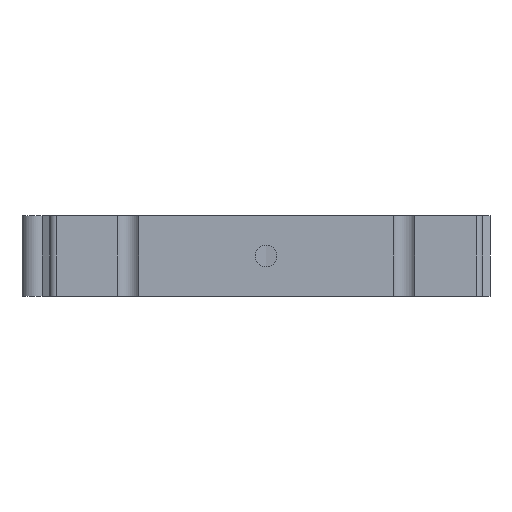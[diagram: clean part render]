
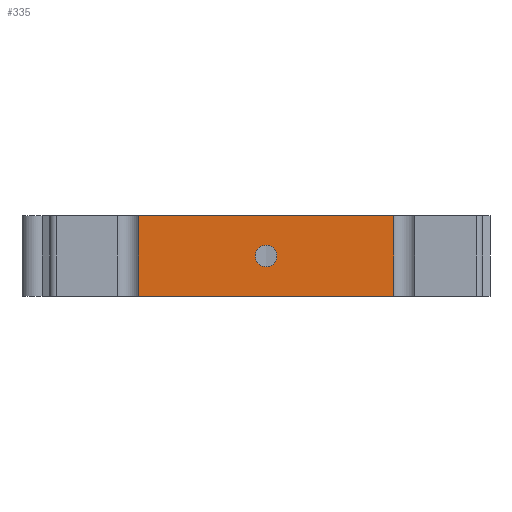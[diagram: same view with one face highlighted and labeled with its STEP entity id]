
A CAD part, front view. The second image highlights one B-rep face of the part: STEP entity #335.
In plain terms, the highlighted planar face has unit normal (0, -1, 0).
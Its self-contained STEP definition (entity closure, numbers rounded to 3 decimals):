
#335 = ADVANCED_FACE( '', ( #670, #671 ), #672, .F. );
#670 = FACE_BOUND( '', #999, .T. );
#671 = FACE_OUTER_BOUND( '', #1000, .T. );
#672 = PLANE( '', #1001 );
#999 = EDGE_LOOP( '', ( #1959 ) );
#1000 = EDGE_LOOP( '', ( #1960, #1961, #1962, #1963 ) );
#1001 = AXIS2_PLACEMENT_3D( '', #1964, #1965, #1966 );
#1959 = ORIENTED_EDGE( '', *, *, #2286, .F. );
#1960 = ORIENTED_EDGE( '', *, *, #2406, .T. );
#1961 = ORIENTED_EDGE( '', *, *, #2145, .F. );
#1962 = ORIENTED_EDGE( '', *, *, #2166, .F. );
#1963 = ORIENTED_EDGE( '', *, *, #2232, .T. );
#1964 = CARTESIAN_POINT( '', ( -50.15, -90., 15.75 ) );
#1965 = DIRECTION( '', ( 0., 1., 0. ) );
#1966 = DIRECTION( '', ( -1., 0., 0. ) );
#2145 = EDGE_CURVE( '', #2642, #2638, #2644, .T. );
#2166 = EDGE_CURVE( '', #2677, #2642, #2679, .T. );
#2232 = EDGE_CURVE( '', #2677, #2776, #2778, .T. );
#2286 = EDGE_CURVE( '', #2851, #2851, #2852, .T. );
#2406 = EDGE_CURVE( '', #2776, #2638, #2993, .T. );
#2638 = VERTEX_POINT( '', #3441 );
#2642 = VERTEX_POINT( '', #3446 );
#2644 = LINE( '', #3448, #3449 );
#2677 = VERTEX_POINT( '', #3539 );
#2679 = LINE( '', #3541, #3542 );
#2776 = VERTEX_POINT( '', #3690 );
#2778 = LINE( '', #3692, #3693 );
#2851 = VERTEX_POINT( '', #3790 );
#2852 = CIRCLE( '', #3791, 4.25 );
#2993 = LINE( '', #4002, #4003 );
#3441 = CARTESIAN_POINT( '', ( 50.15, -90., -15.75 ) );
#3446 = CARTESIAN_POINT( '', ( 50.15, -90., 15.75 ) );
#3448 = CARTESIAN_POINT( '', ( 50.15, -90., 15.75 ) );
#3449 = VECTOR( '', #4162, 1000. );
#3539 = CARTESIAN_POINT( '', ( -50.15, -90., 15.75 ) );
#3541 = CARTESIAN_POINT( '', ( -50.15, -90., 15.75 ) );
#3542 = VECTOR( '', #4194, 1000. );
#3690 = CARTESIAN_POINT( '', ( -50.15, -90., -15.75 ) );
#3692 = CARTESIAN_POINT( '', ( -50.15, -90., 15.75 ) );
#3693 = VECTOR( '', #4292, 1000. );
#3790 = CARTESIAN_POINT( '', ( 0., -90., -4.25 ) );
#3791 = AXIS2_PLACEMENT_3D( '', #4359, #4360, #4361 );
#4002 = CARTESIAN_POINT( '', ( -50.15, -90., -15.75 ) );
#4003 = VECTOR( '', #4477, 1000. );
#4162 = DIRECTION( '', ( 0., 0., -1. ) );
#4194 = DIRECTION( '', ( 1., 0., 0. ) );
#4292 = DIRECTION( '', ( 0., 0., -1. ) );
#4359 = CARTESIAN_POINT( '', ( 0., -90., 0. ) );
#4360 = DIRECTION( '', ( 0., -1., 0. ) );
#4361 = DIRECTION( '', ( 0., 0., -1. ) );
#4477 = DIRECTION( '', ( 1., 0., 0. ) );
